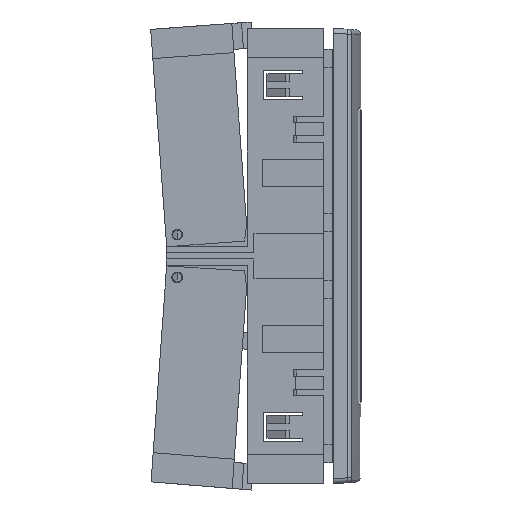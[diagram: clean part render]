
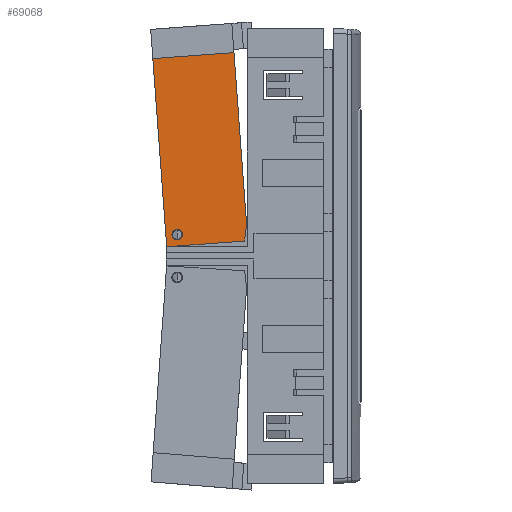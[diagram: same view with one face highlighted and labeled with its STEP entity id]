
A CAD part, left-side view. The second image highlights one B-rep face of the part: STEP entity #69068.
In plain terms, the highlighted face is planar.
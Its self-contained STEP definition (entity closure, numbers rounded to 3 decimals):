
#4351 = CIRCLE ( 'NONE', #35972, 1.625 ) ;
#4632 = VECTOR ( 'NONE', #19559, 1000. ) ;
#9278 = DIRECTION ( 'NONE',  ( 0., 0., -1. ) ) ;
#10767 = EDGE_CURVE ( 'NONE', #25322, #55356, #51401, .T. ) ;
#11164 = LINE ( 'NONE', #94866, #4632 ) ;
#12077 = ORIENTED_EDGE ( 'NONE', *, *, #70242, .F. ) ;
#14252 = CARTESIAN_POINT ( 'NONE',  ( 30.425, 3.5, -5.125 ) ) ;
#14284 = DIRECTION ( 'NONE',  ( 1., 0., 0. ) ) ;
#15434 = VECTOR ( 'NONE', #39996, 1000. ) ;
#18689 = DIRECTION ( 'NONE',  ( 0., 0., -1. ) ) ;
#19559 = DIRECTION ( 'NONE',  ( 0., 1., 0. ) ) ;
#20360 = ORIENTED_EDGE ( 'NONE', *, *, #72486, .T. ) ;
#25322 = VERTEX_POINT ( 'NONE', #82149 ) ;
#25331 = EDGE_CURVE ( 'NONE', #84951, #61187, #74963, .T. ) ;
#26507 = CARTESIAN_POINT ( 'NONE',  ( 30.425, 0., -25. ) ) ;
#26877 = CARTESIAN_POINT ( 'NONE',  ( 30.425, 58., -25. ) ) ;
#27073 = FACE_OUTER_BOUND ( 'NONE', #97231, .T. ) ;
#28565 = LINE ( 'NONE', #96446, #46049 ) ;
#28612 = DIRECTION ( 'NONE',  ( 0., 0., 1. ) ) ;
#29885 = VERTEX_POINT ( 'NONE', #89686 ) ;
#33048 = CARTESIAN_POINT ( 'NONE',  ( 30.425, 0.192, -24.038 ) ) ;
#34499 = VECTOR ( 'NONE', #28612, 1000. ) ;
#34530 = FACE_BOUND ( 'NONE', #36326, .T. ) ;
#35386 = AXIS2_PLACEMENT_3D ( 'NONE', #88118, #14284, #9278 ) ;
#35972 = AXIS2_PLACEMENT_3D ( 'NONE', #41600, #94600, #65832 ) ;
#36326 = EDGE_LOOP ( 'NONE', ( #12077, #37050 ) ) ;
#37050 = ORIENTED_EDGE ( 'NONE', *, *, #25331, .F. ) ;
#38952 = CARTESIAN_POINT ( 'NONE',  ( 30.425, 0., 0. ) ) ;
#39996 = DIRECTION ( 'NONE',  ( 0., 0.981, -0.196 ) ) ;
#41600 = CARTESIAN_POINT ( 'NONE',  ( 30.425, 3.5, -3.5 ) ) ;
#46049 = VECTOR ( 'NONE', #18689, 1000. ) ;
#49563 = VERTEX_POINT ( 'NONE', #26877 ) ;
#49855 = PLANE ( 'NONE',  #97576 ) ;
#51401 = LINE ( 'NONE', #65751, #34499 ) ;
#55356 = VERTEX_POINT ( 'NONE', #38952 ) ;
#56311 = DIRECTION ( 'NONE',  ( 0., 0., -1. ) ) ;
#57200 = LINE ( 'NONE', #26507, #58531 ) ;
#58531 = VECTOR ( 'NONE', #72043, 1000. ) ;
#61187 = VERTEX_POINT ( 'NONE', #14252 ) ;
#65751 = CARTESIAN_POINT ( 'NONE',  ( 30.425, 0., -25. ) ) ;
#65832 = DIRECTION ( 'NONE',  ( 0., 0., -1. ) ) ;
#66904 = VERTEX_POINT ( 'NONE', #87608 ) ;
#69068 = ADVANCED_FACE ( 'NONE', ( #34530, #27073 ), #49855, .T. ) ;
#70242 = EDGE_CURVE ( 'NONE', #61187, #84951, #4351, .T. ) ;
#72043 = DIRECTION ( 'NONE',  ( 0., 1., 0. ) ) ;
#72187 = CARTESIAN_POINT ( 'NONE',  ( 30.425, 3.5, -1.875 ) ) ;
#72486 = EDGE_CURVE ( 'NONE', #25322, #66904, #77614, .T. ) ;
#74963 = CIRCLE ( 'NONE', #35386, 1.625 ) ;
#77614 = LINE ( 'NONE', #33048, #15434 ) ;
#78603 = CARTESIAN_POINT ( 'NONE',  ( 30.425, 0., -25. ) ) ;
#80065 = DIRECTION ( 'NONE',  ( 1., 0., 0. ) ) ;
#80192 = ORIENTED_EDGE ( 'NONE', *, *, #84123, .T. ) ;
#81631 = ORIENTED_EDGE ( 'NONE', *, *, #85347, .F. ) ;
#82149 = CARTESIAN_POINT ( 'NONE',  ( 30.425, 0., -24. ) ) ;
#84123 = EDGE_CURVE ( 'NONE', #66904, #49563, #57200, .T. ) ;
#84951 = VERTEX_POINT ( 'NONE', #72187 ) ;
#85347 = EDGE_CURVE ( 'NONE', #55356, #29885, #11164, .T. ) ;
#87255 = ORIENTED_EDGE ( 'NONE', *, *, #10767, .F. ) ;
#87346 = EDGE_CURVE ( 'NONE', #29885, #49563, #28565, .T. ) ;
#87608 = CARTESIAN_POINT ( 'NONE',  ( 30.425, 5., -25. ) ) ;
#88118 = CARTESIAN_POINT ( 'NONE',  ( 30.425, 3.5, -3.5 ) ) ;
#89686 = CARTESIAN_POINT ( 'NONE',  ( 30.425, 58., 0. ) ) ;
#91281 = ORIENTED_EDGE ( 'NONE', *, *, #87346, .F. ) ;
#94600 = DIRECTION ( 'NONE',  ( 1., 0., 0. ) ) ;
#94866 = CARTESIAN_POINT ( 'NONE',  ( 30.425, 0., 0. ) ) ;
#96446 = CARTESIAN_POINT ( 'NONE',  ( 30.425, 58., 0. ) ) ;
#97231 = EDGE_LOOP ( 'NONE', ( #87255, #20360, #80192, #91281, #81631 ) ) ;
#97576 = AXIS2_PLACEMENT_3D ( 'NONE', #78603, #80065, #56311 ) ;
